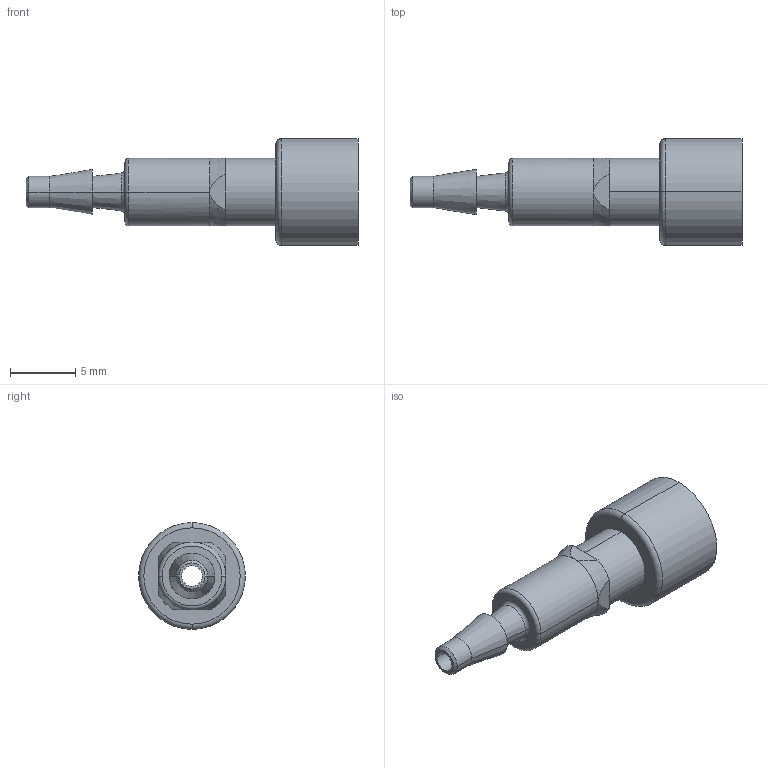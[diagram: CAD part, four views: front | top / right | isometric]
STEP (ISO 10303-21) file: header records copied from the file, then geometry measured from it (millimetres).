
FILE_DESCRIPTION((''),'2;1');
FILE_NAME('DW2010040-004_PCF-3_0','2017-06-17T',('tl.yang'),(''),'PRO/ENGINEER BY PARAMETRIC TECHNOLOGY CORPORATION, 2011500','PRO/ENGINEER BY PARAMETRIC TECHNOLOGY CORPORATION, 2011500','');
FILE_SCHEMA(('CONFIG_CONTROL_DESIGN'));
Length unit declared in the file: millimetre
Products named in the file (1): DW2010040-004_PCF-3_0
Bounding box: 25.5 x 8.2 x 8.2 mm (x, y, z)
Volume: 417.8 mm3; surface area: 736.2 mm2
Topology: 1 solids, 2 shells, 57 faces, 151 edges, 101 vertices
Faces by surface type: cylinder 16, cone 16, plane 15, torus 10
Entity records: 1961 total; most frequent: CARTESIAN_POINT 405, DIRECTION 361, ORIENTED_EDGE 302, AXIS2_PLACEMENT_3D 161, EDGE_CURVE 151, CIRCLE 104, VERTEX_POINT 101, EDGE_LOOP 64
